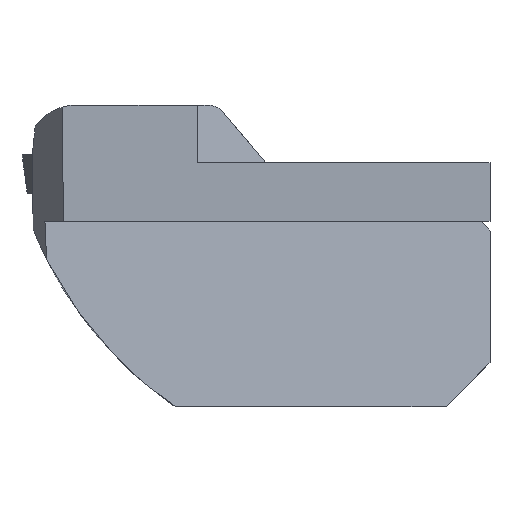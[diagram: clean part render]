
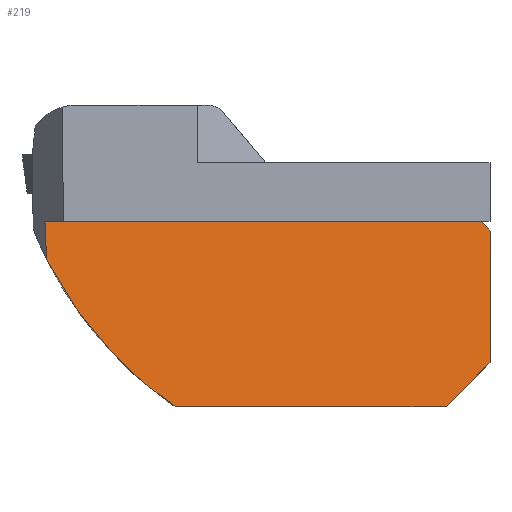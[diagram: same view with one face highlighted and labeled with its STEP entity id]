
A CAD part, top view. The second image highlights one B-rep face of the part: STEP entity #219.
In plain terms, the highlighted planar face has unit normal (0, 0.139, 0.99).
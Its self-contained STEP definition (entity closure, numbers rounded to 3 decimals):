
#176=ELLIPSE('',#1354,40.423,40.029);
#219=ADVANCED_FACE('',(#332),#283,.F.);
#283=PLANE('',#1372);
#332=FACE_OUTER_BOUND('',#388,.T.);
#388=EDGE_LOOP('',(#546,#547,#548,#549,#550,#551,#552));
#546=ORIENTED_EDGE('',*,*,#977,.F.);
#547=ORIENTED_EDGE('',*,*,#928,.T.);
#548=ORIENTED_EDGE('',*,*,#958,.T.);
#549=ORIENTED_EDGE('',*,*,#978,.F.);
#550=ORIENTED_EDGE('',*,*,#979,.F.);
#551=ORIENTED_EDGE('',*,*,#980,.T.);
#552=ORIENTED_EDGE('',*,*,#981,.T.);
#809=VERTEX_POINT('',#1851);
#810=VERTEX_POINT('',#1853);
#833=VERTEX_POINT('',#1911);
#849=VERTEX_POINT('',#1979);
#850=VERTEX_POINT('',#1981);
#851=VERTEX_POINT('',#1983);
#852=VERTEX_POINT('',#1985);
#928=EDGE_CURVE('',#810,#809,#176,.T.);
#958=EDGE_CURVE('',#809,#833,#1111,.T.);
#977=EDGE_CURVE('',#810,#849,#1118,.T.);
#978=EDGE_CURVE('',#850,#833,#1119,.T.);
#979=EDGE_CURVE('',#851,#850,#1120,.T.);
#980=EDGE_CURVE('',#851,#852,#1121,.T.);
#981=EDGE_CURVE('',#852,#849,#1122,.T.);
#1111=LINE('',#1912,#1216);
#1118=LINE('',#1978,#1223);
#1119=LINE('',#1980,#1224);
#1120=LINE('',#1982,#1225);
#1121=LINE('',#1984,#1226);
#1122=LINE('',#1986,#1227);
#1216=VECTOR('',#1547,1.);
#1223=VECTOR('',#1566,1.);
#1224=VECTOR('',#1567,1.);
#1225=VECTOR('',#1568,1.);
#1226=VECTOR('',#1569,1.);
#1227=VECTOR('',#1570,1.);
#1354=AXIS2_PLACEMENT_3D('',#1852,#1499,#1500);
#1372=AXIS2_PLACEMENT_3D('',#1987,#1571,#1572);
#1499=DIRECTION('',(0.,0.139,0.99));
#1500=DIRECTION('',(0.,0.99,-0.139));
#1547=DIRECTION('',(1.,0.,0.));
#1566=DIRECTION('',(-0.042,0.989,-0.139));
#1567=DIRECTION('',(-0.704,-0.704,0.099));
#1568=DIRECTION('',(0.,-0.99,0.139));
#1569=DIRECTION('',(-0.639,0.762,-0.107));
#1570=DIRECTION('',(-1.,0.,0.));
#1571=DIRECTION('',(0.,-0.139,-0.99));
#1572=DIRECTION('',(0.,0.99,-0.139));
#1851=CARTESIAN_POINT('',(-19.278,-25.,2.67));
#1852=CARTESIAN_POINT('',(3.336,8.029,-1.972));
#1853=CARTESIAN_POINT('',(-32.474,-9.858,0.542));
#1911=CARTESIAN_POINT('',(8.5,-25.,2.67));
#1912=CARTESIAN_POINT('',(-9.819,-25.,2.67));
#1978=CARTESIAN_POINT('',(-32.598,-6.947,0.133));
#1979=CARTESIAN_POINT('',(-32.638,-6.,0.));
#1980=CARTESIAN_POINT('',(9.023,-24.477,2.597));
#1981=CARTESIAN_POINT('',(13.,-20.5,2.038));
#1982=CARTESIAN_POINT('',(13.,-6.,0.));
#1983=CARTESIAN_POINT('',(13.,-7.,0.141));
#1984=CARTESIAN_POINT('',(3.183,4.699,-1.504));
#1985=CARTESIAN_POINT('',(12.161,-6.,0.));
#1986=CARTESIAN_POINT('',(-40.7,-6.,0.));
#1987=CARTESIAN_POINT('',(-9.819,-6.,0.));
